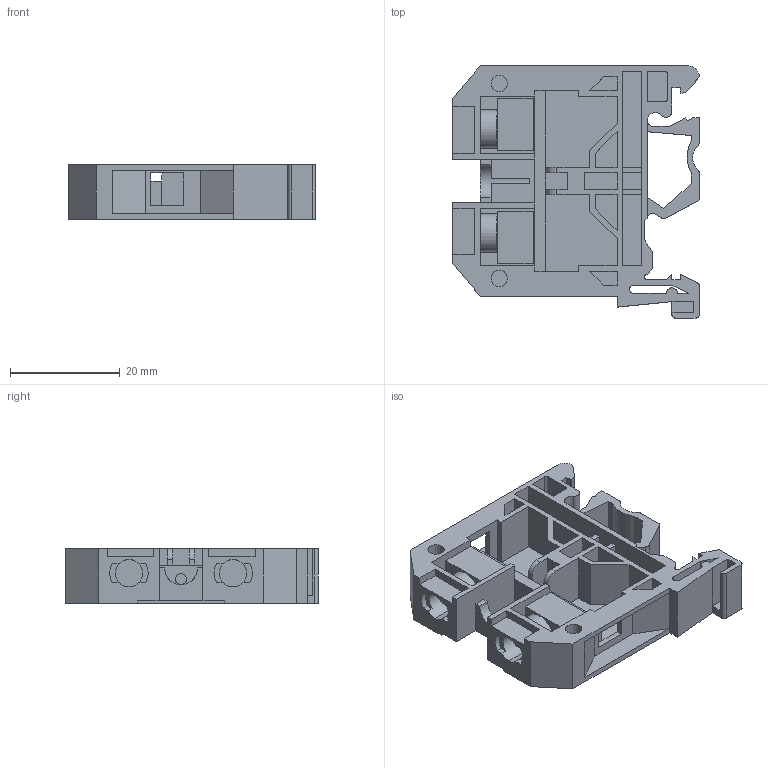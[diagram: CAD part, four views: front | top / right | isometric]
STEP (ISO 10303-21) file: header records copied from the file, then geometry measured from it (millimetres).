
FILE_DESCRIPTION (( 'STEP AP203' ), '1' );
FILE_NAME ('YZN10-010-K07 Çàæèì íàáîðíûé ÇÍÈ-10ìì2 (JXB70À) ñèíèé ÈÝÊ.STEP', '2016-08-24T08:46:23', ( '' ), ( '' ), 'SwSTEP 2.0', 'SolidWorks 2014', '' );
FILE_SCHEMA (( 'CONFIG_CONTROL_DESIGN' ));
Length unit declared in the file: millimetre
Products named in the file (1): YZN10-010-K07 Çàæèì íàáîðíûé ÇÍÈ-10ìì2 (JXB70À) ñèíèé     ÈÝÊ
Bounding box: 45 x 46 x 10 mm (x, y, z)
Volume: 7971.3 mm3; surface area: 10979 mm2
Topology: 1 solids, 1 shells, 426 faces, 1146 edges, 757 vertices
Faces by surface type: plane 338, cylinder 65, bspline 23
Entity records: 14689 total; most frequent: CARTESIAN_POINT 3921, ORIENTED_EDGE 2292, DIRECTION 2048, EDGE_CURVE 1146, VECTOR 960, LINE 960, VERTEX_POINT 757, AXIS2_PLACEMENT_3D 544
